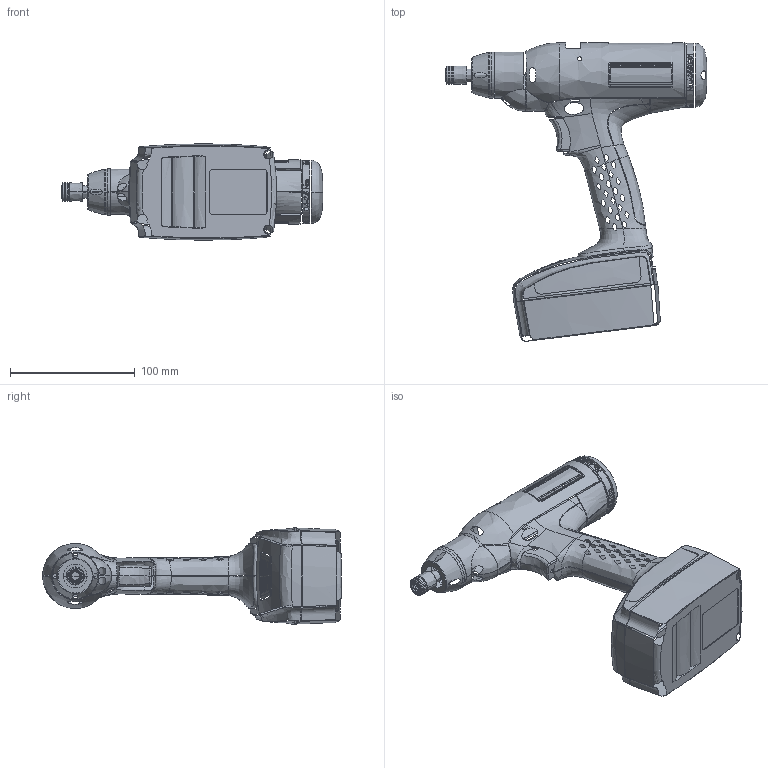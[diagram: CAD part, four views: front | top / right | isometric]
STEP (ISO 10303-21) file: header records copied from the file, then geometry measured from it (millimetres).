
FILE_DESCRIPTION((''),'2;1');
FILE_NAME('AAAAAA','2010-01-20T',('stariot'),(''),'PRO/ENGINEER BY PARAMETRIC TECHNOLOGY CORPORATION, 2009300','PRO/ENGINEER BY PARAMETRIC TECHNOLOGY CORPORATION, 2009300','');
FILE_SCHEMA(('AUTOMOTIVE_DESIGN_CC2 { 1 2 10303 214 -1 1 5 2 }'));
Products named in the file (1): AAAAAA
Bounding box: 209.54 x 239.04 x 77.1 mm (x, y, z)
Surface area: 76944 mm2 (no closed solid volume)
Topology: 0 solids, 0 shells, 161 faces, 2051 edges, 2049 vertices
Faces by surface type: bspline 156, torus 5
Entity records: 50385 total; most frequent: CARTESIAN_POINT 35607, B_SPLINE_CURVE_WITH_KNOTS 2653, DEFINITIONAL_REPRESENTATION 2049, PCURVE 2049, COMPOSITE_CURVE_SEGMENT 2049, DIRECTION 1538, TRIMMED_CURVE 1270, VECTOR 1012
